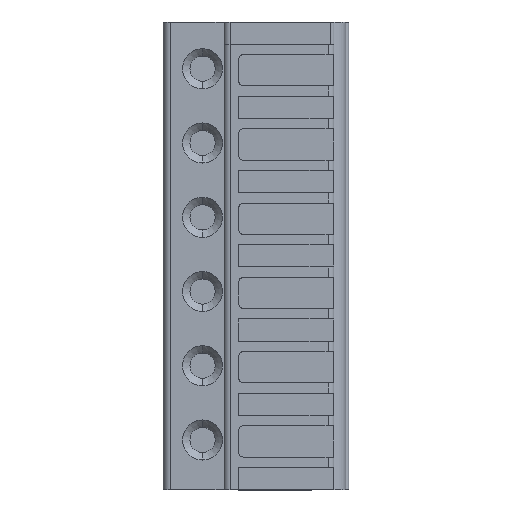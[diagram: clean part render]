
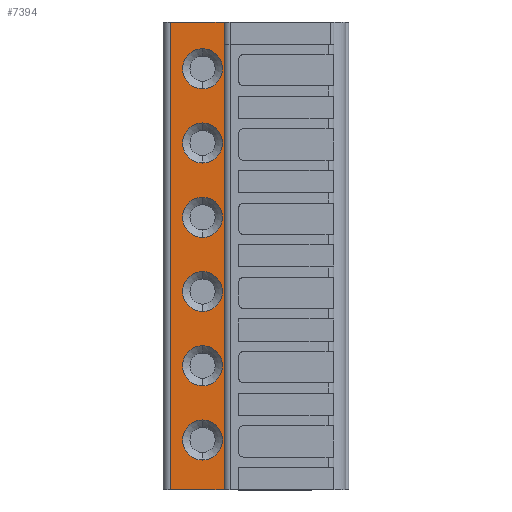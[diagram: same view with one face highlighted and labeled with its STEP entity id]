
A CAD part, top view. The second image highlights one B-rep face of the part: STEP entity #7394.
In plain terms, the highlighted planar face has unit normal (0, 0, 1).
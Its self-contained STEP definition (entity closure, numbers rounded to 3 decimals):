
#41=DIRECTION('',(0.,1.,0.));
#42=VECTOR('',#41,31.5);
#43=CARTESIAN_POINT('',(-2.15,-30.,3.3));
#44=LINE('',#43,#42);
#710=DIRECTION('',(1.,0.,0.));
#711=VECTOR('',#710,3.6);
#712=CARTESIAN_POINT('',(-5.75,1.5,3.3));
#713=LINE('',#712,#711);
#1959=DIRECTION('',(1.,0.,0.));
#1960=VECTOR('',#1959,3.6);
#1961=CARTESIAN_POINT('',(-5.75,-30.,3.3));
#1962=LINE('',#1961,#1960);
#2679=CARTESIAN_POINT('',(-3.6,-1.65,3.3));
#2680=DIRECTION('',(0.,0.,-1.));
#2681=DIRECTION('',(0.,-1.,0.));
#2682=AXIS2_PLACEMENT_3D('',#2679,#2680,#2681);
#2684=CARTESIAN_POINT('',(-3.6,-1.65,3.3));
#2685=DIRECTION('',(0.,0.,-1.));
#2686=DIRECTION('',(0.,1.,0.));
#2687=AXIS2_PLACEMENT_3D('',#2684,#2685,#2686);
#2689=CARTESIAN_POINT('',(-3.6,-6.65,3.3));
#2690=DIRECTION('',(0.,0.,-1.));
#2691=DIRECTION('',(0.,-1.,0.));
#2692=AXIS2_PLACEMENT_3D('',#2689,#2690,#2691);
#2694=CARTESIAN_POINT('',(-3.6,-6.65,3.3));
#2695=DIRECTION('',(0.,0.,-1.));
#2696=DIRECTION('',(0.,1.,0.));
#2697=AXIS2_PLACEMENT_3D('',#2694,#2695,#2696);
#2699=CARTESIAN_POINT('',(-3.6,-11.65,3.3));
#2700=DIRECTION('',(0.,0.,-1.));
#2701=DIRECTION('',(0.,-1.,0.));
#2702=AXIS2_PLACEMENT_3D('',#2699,#2700,#2701);
#2704=CARTESIAN_POINT('',(-3.6,-11.65,3.3));
#2705=DIRECTION('',(0.,0.,-1.));
#2706=DIRECTION('',(0.,1.,0.));
#2707=AXIS2_PLACEMENT_3D('',#2704,#2705,#2706);
#2709=CARTESIAN_POINT('',(-3.6,-16.65,3.3));
#2710=DIRECTION('',(0.,0.,-1.));
#2711=DIRECTION('',(0.,-1.,0.));
#2712=AXIS2_PLACEMENT_3D('',#2709,#2710,#2711);
#2714=CARTESIAN_POINT('',(-3.6,-16.65,3.3));
#2715=DIRECTION('',(0.,0.,-1.));
#2716=DIRECTION('',(0.,1.,0.));
#2717=AXIS2_PLACEMENT_3D('',#2714,#2715,#2716);
#2719=CARTESIAN_POINT('',(-3.6,-21.65,3.3));
#2720=DIRECTION('',(0.,0.,-1.));
#2721=DIRECTION('',(0.,-1.,0.));
#2722=AXIS2_PLACEMENT_3D('',#2719,#2720,#2721);
#2724=CARTESIAN_POINT('',(-3.6,-21.65,3.3));
#2725=DIRECTION('',(0.,0.,-1.));
#2726=DIRECTION('',(0.,1.,0.));
#2727=AXIS2_PLACEMENT_3D('',#2724,#2725,#2726);
#2729=CARTESIAN_POINT('',(-3.6,-26.65,3.3));
#2730=DIRECTION('',(0.,0.,-1.));
#2731=DIRECTION('',(0.,-1.,0.));
#2732=AXIS2_PLACEMENT_3D('',#2729,#2730,#2731);
#2734=CARTESIAN_POINT('',(-3.6,-26.65,3.3));
#2735=DIRECTION('',(0.,0.,-1.));
#2736=DIRECTION('',(0.,1.,0.));
#2737=AXIS2_PLACEMENT_3D('',#2734,#2735,#2736);
#2739=DIRECTION('',(0.,1.,0.));
#2740=VECTOR('',#2739,31.5);
#2741=CARTESIAN_POINT('',(-5.75,-30.,3.3));
#2742=LINE('',#2741,#2740);
#3237=CARTESIAN_POINT('',(-5.75,-30.,3.3));
#3238=VERTEX_POINT('',#3237);
#3239=CARTESIAN_POINT('',(-2.15,-30.,3.3));
#3240=VERTEX_POINT('',#3239);
#3947=CARTESIAN_POINT('',(-3.6,-3.,3.3));
#3948=CARTESIAN_POINT('',(-3.6,-0.3,3.3));
#3949=VERTEX_POINT('',#3947);
#3950=VERTEX_POINT('',#3948);
#3955=CARTESIAN_POINT('',(-3.6,-8.,3.3));
#3956=CARTESIAN_POINT('',(-3.6,-5.3,3.3));
#3957=VERTEX_POINT('',#3955);
#3958=VERTEX_POINT('',#3956);
#3963=CARTESIAN_POINT('',(-3.6,-13.,3.3));
#3964=CARTESIAN_POINT('',(-3.6,-10.3,3.3));
#3965=VERTEX_POINT('',#3963);
#3966=VERTEX_POINT('',#3964);
#3971=CARTESIAN_POINT('',(-3.6,-18.,3.3));
#3972=CARTESIAN_POINT('',(-3.6,-15.3,3.3));
#3973=VERTEX_POINT('',#3971);
#3974=VERTEX_POINT('',#3972);
#3979=CARTESIAN_POINT('',(-3.6,-23.,3.3));
#3980=CARTESIAN_POINT('',(-3.6,-20.3,3.3));
#3981=VERTEX_POINT('',#3979);
#3982=VERTEX_POINT('',#3980);
#3987=CARTESIAN_POINT('',(-3.6,-28.,3.3));
#3988=CARTESIAN_POINT('',(-3.6,-25.3,3.3));
#3989=VERTEX_POINT('',#3987);
#3990=VERTEX_POINT('',#3988);
#4037=CARTESIAN_POINT('',(-5.75,1.5,3.3));
#4038=VERTEX_POINT('',#4037);
#4039=CARTESIAN_POINT('',(-2.15,1.5,3.3));
#4040=VERTEX_POINT('',#4039);
#7347=CARTESIAN_POINT('',(-5.75,0.,3.3));
#7348=DIRECTION('',(0.,0.,1.));
#7349=DIRECTION('',(1.,0.,0.));
#7350=AXIS2_PLACEMENT_3D('',#7347,#7348,#7349);
#7351=PLANE('',#7350);
#7352=ORIENTED_EDGE('',*,*,#7341,.T.);
#7353=ORIENTED_EDGE('',*,*,#4736,.T.);
#7354=ORIENTED_EDGE('',*,*,#4139,.F.);
#7355=ORIENTED_EDGE('',*,*,#6043,.F.);
#7356=EDGE_LOOP('',(#7352,#7353,#7354,#7355));
#7357=FACE_OUTER_BOUND('',#7356,.F.);
#7359=ORIENTED_EDGE('',*,*,#7358,.F.);
#7361=ORIENTED_EDGE('',*,*,#7360,.F.);
#7362=EDGE_LOOP('',(#7359,#7361));
#7363=FACE_BOUND('',#7362,.F.);
#7365=ORIENTED_EDGE('',*,*,#7364,.F.);
#7367=ORIENTED_EDGE('',*,*,#7366,.F.);
#7368=EDGE_LOOP('',(#7365,#7367));
#7369=FACE_BOUND('',#7368,.F.);
#7371=ORIENTED_EDGE('',*,*,#7370,.F.);
#7373=ORIENTED_EDGE('',*,*,#7372,.F.);
#7374=EDGE_LOOP('',(#7371,#7373));
#7375=FACE_BOUND('',#7374,.F.);
#7377=ORIENTED_EDGE('',*,*,#7376,.F.);
#7379=ORIENTED_EDGE('',*,*,#7378,.F.);
#7380=EDGE_LOOP('',(#7377,#7379));
#7381=FACE_BOUND('',#7380,.F.);
#7383=ORIENTED_EDGE('',*,*,#7382,.F.);
#7385=ORIENTED_EDGE('',*,*,#7384,.F.);
#7386=EDGE_LOOP('',(#7383,#7385));
#7387=FACE_BOUND('',#7386,.F.);
#7389=ORIENTED_EDGE('',*,*,#7388,.F.);
#7391=ORIENTED_EDGE('',*,*,#7390,.F.);
#7392=EDGE_LOOP('',(#7389,#7391));
#7393=FACE_BOUND('',#7392,.F.);
#7394=ADVANCED_FACE('',(#7357,#7363,#7369,#7375,#7381,#7387,#7393),#7351,.T.);
#2683=CIRCLE('',#2682,1.35);
#2688=CIRCLE('',#2687,1.35);
#2693=CIRCLE('',#2692,1.35);
#2698=CIRCLE('',#2697,1.35);
#2703=CIRCLE('',#2702,1.35);
#2708=CIRCLE('',#2707,1.35);
#2713=CIRCLE('',#2712,1.35);
#2718=CIRCLE('',#2717,1.35);
#2723=CIRCLE('',#2722,1.35);
#2728=CIRCLE('',#2727,1.35);
#2733=CIRCLE('',#2732,1.35);
#2738=CIRCLE('',#2737,1.35);
#4139=EDGE_CURVE('',#3240,#4040,#44,.T.);
#4736=EDGE_CURVE('',#4038,#4040,#713,.T.);
#6043=EDGE_CURVE('',#3238,#3240,#1962,.T.);
#7341=EDGE_CURVE('',#3238,#4038,#2742,.T.);
#7358=EDGE_CURVE('',#3957,#3958,#2693,.T.);
#7360=EDGE_CURVE('',#3958,#3957,#2698,.T.);
#7364=EDGE_CURVE('',#3965,#3966,#2703,.T.);
#7366=EDGE_CURVE('',#3966,#3965,#2708,.T.);
#7370=EDGE_CURVE('',#3973,#3974,#2713,.T.);
#7372=EDGE_CURVE('',#3974,#3973,#2718,.T.);
#7376=EDGE_CURVE('',#3981,#3982,#2723,.T.);
#7378=EDGE_CURVE('',#3982,#3981,#2728,.T.);
#7382=EDGE_CURVE('',#3989,#3990,#2733,.T.);
#7384=EDGE_CURVE('',#3990,#3989,#2738,.T.);
#7388=EDGE_CURVE('',#3949,#3950,#2683,.T.);
#7390=EDGE_CURVE('',#3950,#3949,#2688,.T.);
